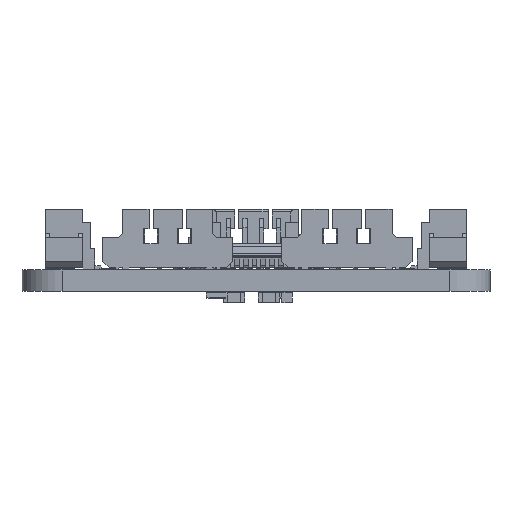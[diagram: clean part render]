
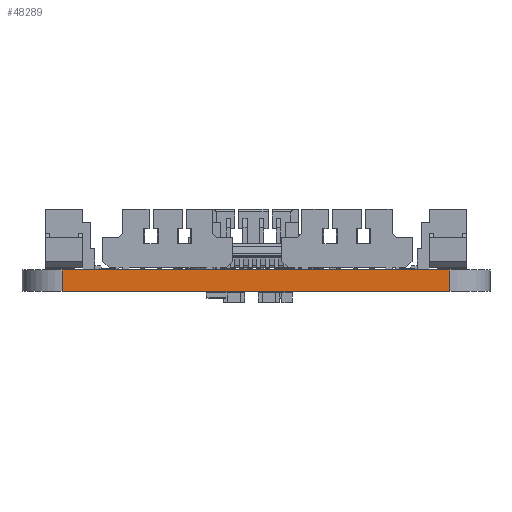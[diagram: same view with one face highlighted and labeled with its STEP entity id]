
A CAD part, front view. The second image highlights one B-rep face of the part: STEP entity #48289.
In plain terms, the highlighted planar face has unit normal (0, -1, 0).
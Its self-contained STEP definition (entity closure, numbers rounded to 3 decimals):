
#47530 = PLANE('',#47531);
#47531 = AXIS2_PLACEMENT_3D('',#47532,#47533,#47534);
#47532 = CARTESIAN_POINT('',(125.5,-88.5,1.606));
#47533 = DIRECTION('',(0.,0.,1.));
#47534 = DIRECTION('',(1.,0.,-0.));
#47585 = PLANE('',#47586);
#47586 = AXIS2_PLACEMENT_3D('',#47587,#47588,#47589);
#47587 = CARTESIAN_POINT('',(125.5,-88.5,0.));
#47588 = DIRECTION('',(0.,0.,1.));
#47589 = DIRECTION('',(1.,0.,-0.));
#47640 = CYLINDRICAL_SURFACE('',#47641,3.);
#47641 = AXIS2_PLACEMENT_3D('',#47642,#47643,#47644);
#47642 = CARTESIAN_POINT('',(140.,-103.,0.));
#47643 = DIRECTION('',(-0.,-0.,-1.));
#47644 = DIRECTION('',(1.,0.,-0.));
#47807 = VERTEX_POINT('',#47808);
#47808 = CARTESIAN_POINT('',(111.,-106.,0.));
#47823 = CYLINDRICAL_SURFACE('',#47824,3.);
#47824 = AXIS2_PLACEMENT_3D('',#47825,#47826,#47827);
#47825 = CARTESIAN_POINT('',(111.,-103.,0.));
#47826 = DIRECTION('',(-0.,-0.,-1.));
#47827 = DIRECTION('',(1.,0.,-0.));
#47835 = EDGE_CURVE('',#47836,#47807,#47838,.T.);
#47836 = VERTEX_POINT('',#47837);
#47837 = CARTESIAN_POINT('',(140.,-106.,0.));
#47838 = SURFACE_CURVE('',#47839,(#47843,#47850),.PCURVE_S1.);
#47839 = LINE('',#47840,#47841);
#47840 = CARTESIAN_POINT('',(140.,-106.,0.));
#47841 = VECTOR('',#47842,1.);
#47842 = DIRECTION('',(-1.,0.,0.));
#47843 = PCURVE('',#47585,#47844);
#47844 = DEFINITIONAL_REPRESENTATION('',(#47845),#47849);
#47845 = LINE('',#47846,#47847);
#47846 = CARTESIAN_POINT('',(14.5,-17.5));
#47847 = VECTOR('',#47848,1.);
#47848 = DIRECTION('',(-1.,0.));
#47849 = ( GEOMETRIC_REPRESENTATION_CONTEXT(2) 
PARAMETRIC_REPRESENTATION_CONTEXT() REPRESENTATION_CONTEXT('2D SPACE',''
  ) );
#47850 = PCURVE('',#47851,#47856);
#47851 = PLANE('',#47852);
#47852 = AXIS2_PLACEMENT_3D('',#47853,#47854,#47855);
#47853 = CARTESIAN_POINT('',(140.,-106.,0.));
#47854 = DIRECTION('',(0.,-1.,0.));
#47855 = DIRECTION('',(-1.,0.,0.));
#47856 = DEFINITIONAL_REPRESENTATION('',(#47857),#47861);
#47857 = LINE('',#47858,#47859);
#47858 = CARTESIAN_POINT('',(0.,-0.));
#47859 = VECTOR('',#47860,1.);
#47860 = DIRECTION('',(1.,0.));
#47861 = ( GEOMETRIC_REPRESENTATION_CONTEXT(2) 
PARAMETRIC_REPRESENTATION_CONTEXT() REPRESENTATION_CONTEXT('2D SPACE',''
  ) );
#48063 = VERTEX_POINT('',#48064);
#48064 = CARTESIAN_POINT('',(111.,-106.,1.606));
#48086 = EDGE_CURVE('',#48087,#48063,#48089,.T.);
#48087 = VERTEX_POINT('',#48088);
#48088 = CARTESIAN_POINT('',(140.,-106.,1.606));
#48089 = SURFACE_CURVE('',#48090,(#48094,#48101),.PCURVE_S1.);
#48090 = LINE('',#48091,#48092);
#48091 = CARTESIAN_POINT('',(140.,-106.,1.606));
#48092 = VECTOR('',#48093,1.);
#48093 = DIRECTION('',(-1.,0.,0.));
#48094 = PCURVE('',#47530,#48095);
#48095 = DEFINITIONAL_REPRESENTATION('',(#48096),#48100);
#48096 = LINE('',#48097,#48098);
#48097 = CARTESIAN_POINT('',(14.5,-17.5));
#48098 = VECTOR('',#48099,1.);
#48099 = DIRECTION('',(-1.,0.));
#48100 = ( GEOMETRIC_REPRESENTATION_CONTEXT(2) 
PARAMETRIC_REPRESENTATION_CONTEXT() REPRESENTATION_CONTEXT('2D SPACE',''
  ) );
#48101 = PCURVE('',#47851,#48102);
#48102 = DEFINITIONAL_REPRESENTATION('',(#48103),#48107);
#48103 = LINE('',#48104,#48105);
#48104 = CARTESIAN_POINT('',(0.,-1.606));
#48105 = VECTOR('',#48106,1.);
#48106 = DIRECTION('',(1.,0.));
#48107 = ( GEOMETRIC_REPRESENTATION_CONTEXT(2) 
PARAMETRIC_REPRESENTATION_CONTEXT() REPRESENTATION_CONTEXT('2D SPACE',''
  ) );
#48239 = EDGE_CURVE('',#47836,#48087,#48240,.T.);
#48240 = SURFACE_CURVE('',#48241,(#48245,#48252),.PCURVE_S1.);
#48241 = LINE('',#48242,#48243);
#48242 = CARTESIAN_POINT('',(140.,-106.,0.));
#48243 = VECTOR('',#48244,1.);
#48244 = DIRECTION('',(0.,0.,1.));
#48245 = PCURVE('',#47640,#48246);
#48246 = DEFINITIONAL_REPRESENTATION('',(#48247),#48251);
#48247 = LINE('',#48248,#48249);
#48248 = CARTESIAN_POINT('',(-4.712,0.));
#48249 = VECTOR('',#48250,1.);
#48250 = DIRECTION('',(-0.,-1.));
#48251 = ( GEOMETRIC_REPRESENTATION_CONTEXT(2) 
PARAMETRIC_REPRESENTATION_CONTEXT() REPRESENTATION_CONTEXT('2D SPACE',''
  ) );
#48252 = PCURVE('',#47851,#48253);
#48253 = DEFINITIONAL_REPRESENTATION('',(#48254),#48258);
#48254 = LINE('',#48255,#48256);
#48255 = CARTESIAN_POINT('',(0.,-0.));
#48256 = VECTOR('',#48257,1.);
#48257 = DIRECTION('',(0.,-1.));
#48258 = ( GEOMETRIC_REPRESENTATION_CONTEXT(2) 
PARAMETRIC_REPRESENTATION_CONTEXT() REPRESENTATION_CONTEXT('2D SPACE',''
  ) );
#48289 = ADVANCED_FACE('',(#48290),#47851,.T.);
#48290 = FACE_BOUND('',#48291,.T.);
#48291 = EDGE_LOOP('',(#48292,#48293,#48294,#48315));
#48292 = ORIENTED_EDGE('',*,*,#48239,.T.);
#48293 = ORIENTED_EDGE('',*,*,#48086,.T.);
#48294 = ORIENTED_EDGE('',*,*,#48295,.F.);
#48295 = EDGE_CURVE('',#47807,#48063,#48296,.T.);
#48296 = SURFACE_CURVE('',#48297,(#48301,#48308),.PCURVE_S1.);
#48297 = LINE('',#48298,#48299);
#48298 = CARTESIAN_POINT('',(111.,-106.,0.));
#48299 = VECTOR('',#48300,1.);
#48300 = DIRECTION('',(0.,0.,1.));
#48301 = PCURVE('',#47851,#48302);
#48302 = DEFINITIONAL_REPRESENTATION('',(#48303),#48307);
#48303 = LINE('',#48304,#48305);
#48304 = CARTESIAN_POINT('',(29.,0.));
#48305 = VECTOR('',#48306,1.);
#48306 = DIRECTION('',(0.,-1.));
#48307 = ( GEOMETRIC_REPRESENTATION_CONTEXT(2) 
PARAMETRIC_REPRESENTATION_CONTEXT() REPRESENTATION_CONTEXT('2D SPACE',''
  ) );
#48308 = PCURVE('',#47823,#48309);
#48309 = DEFINITIONAL_REPRESENTATION('',(#48310),#48314);
#48310 = LINE('',#48311,#48312);
#48311 = CARTESIAN_POINT('',(-4.712,0.));
#48312 = VECTOR('',#48313,1.);
#48313 = DIRECTION('',(-0.,-1.));
#48314 = ( GEOMETRIC_REPRESENTATION_CONTEXT(2) 
PARAMETRIC_REPRESENTATION_CONTEXT() REPRESENTATION_CONTEXT('2D SPACE',''
  ) );
#48315 = ORIENTED_EDGE('',*,*,#47835,.F.);
